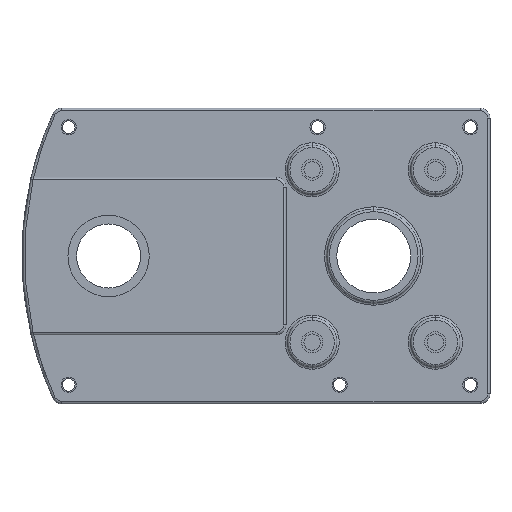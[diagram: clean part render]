
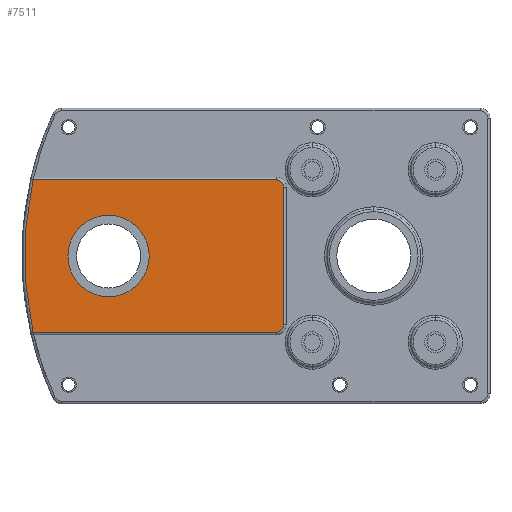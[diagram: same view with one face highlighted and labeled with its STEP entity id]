
A CAD part, front view. The second image highlights one B-rep face of the part: STEP entity #7511.
In plain terms, the highlighted planar face has unit normal (0, -1, 0).
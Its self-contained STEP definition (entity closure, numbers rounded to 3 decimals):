
#127 = EDGE_CURVE ( 'NONE', #3779, #10646, #4254, .T. ) ;
#130 = CIRCLE ( 'NONE', #3184, 1.5 ) ;
#134 = AXIS2_PLACEMENT_3D ( 'NONE', #11465, #10381, #2172 ) ;
#484 = DIRECTION ( 'NONE',  ( 0., -1., 0. ) ) ;
#785 = ORIENTED_EDGE ( 'NONE', *, *, #12358, .T. ) ;
#949 = ORIENTED_EDGE ( 'NONE', *, *, #127, .T. ) ;
#1199 = ORIENTED_EDGE ( 'NONE', *, *, #11382, .F. ) ;
#1270 = AXIS2_PLACEMENT_3D ( 'NONE', #4092, #2934, #6064 ) ;
#1923 = CIRCLE ( 'NONE', #1270, 8.25 ) ;
#2172 = DIRECTION ( 'NONE',  ( 0., 0., 1. ) ) ;
#2285 = VERTEX_POINT ( 'NONE', #7327 ) ;
#2327 = CARTESIAN_POINT ( 'NONE',  ( 0., -2., 0. ) ) ;
#2384 = DIRECTION ( 'NONE',  ( 0., -1., 0. ) ) ;
#2594 = LINE ( 'NONE', #10744, #5696 ) ;
#2622 = ORIENTED_EDGE ( 'NONE', *, *, #5552, .F. ) ;
#2646 = FACE_BOUND ( 'NONE', #12623, .T. ) ;
#2670 = CARTESIAN_POINT ( 'NONE',  ( -52.43, -2., -8.25 ) ) ;
#2794 = ORIENTED_EDGE ( 'NONE', *, *, #9913, .T. ) ;
#2934 = DIRECTION ( 'NONE',  ( 0., -1., 0. ) ) ;
#3184 = AXIS2_PLACEMENT_3D ( 'NONE', #3466, #2384, #11618 ) ;
#3317 = CIRCLE ( 'NONE', #6996, 69.5 ) ;
#3466 = CARTESIAN_POINT ( 'NONE',  ( -18.4, -2., 14. ) ) ;
#3746 = DIRECTION ( 'NONE',  ( -1., 0., 0. ) ) ;
#3779 = VERTEX_POINT ( 'NONE', #6543 ) ;
#4092 = CARTESIAN_POINT ( 'NONE',  ( -52.43, -2., 0. ) ) ;
#4254 = CIRCLE ( 'NONE', #134, 1.5 ) ;
#4544 = DIRECTION ( 'NONE',  ( 0., 1., 0. ) ) ;
#4656 = VERTEX_POINT ( 'NONE', #8168 ) ;
#4824 = DIRECTION ( 'NONE',  ( 0., 0., 1. ) ) ;
#4862 = CARTESIAN_POINT ( 'NONE',  ( -67.75, -2., 15.5 ) ) ;
#5316 = CARTESIAN_POINT ( 'NONE',  ( -16.9, -2., 14. ) ) ;
#5495 = CARTESIAN_POINT ( 'NONE',  ( -18.4, -2., -15.5 ) ) ;
#5552 = EDGE_CURVE ( 'NONE', #4656, #11234, #5829, .T. ) ;
#5696 = VECTOR ( 'NONE', #3746, 1000. ) ;
#5829 = CIRCLE ( 'NONE', #11911, 8.25 ) ;
#6064 = DIRECTION ( 'NONE',  ( 0., 0., -1. ) ) ;
#6116 = DIRECTION ( 'NONE',  ( 0., 0., -1. ) ) ;
#6524 = DIRECTION ( 'NONE',  ( 1., 0., 0. ) ) ;
#6543 = CARTESIAN_POINT ( 'NONE',  ( -18.4, -2., -15.5 ) ) ;
#6919 = DIRECTION ( 'NONE',  ( 0., -1., 0. ) ) ;
#6937 = ORIENTED_EDGE ( 'NONE', *, *, #8239, .T. ) ;
#6996 = AXIS2_PLACEMENT_3D ( 'NONE', #2327, #484, #4824 ) ;
#7327 = CARTESIAN_POINT ( 'NONE',  ( -67.75, -2., -15.5 ) ) ;
#7435 = EDGE_CURVE ( 'NONE', #2285, #3779, #12835, .T. ) ;
#7511 = ADVANCED_FACE ( 'NONE', ( #2646, #9774 ), #10865, .F. ) ;
#7726 = CARTESIAN_POINT ( 'NONE',  ( -18.4, -2., 14. ) ) ;
#8168 = CARTESIAN_POINT ( 'NONE',  ( -52.43, -2., 8.25 ) ) ;
#8239 = EDGE_CURVE ( 'NONE', #9281, #2285, #3317, .T. ) ;
#8243 = EDGE_CURVE ( 'NONE', #9815, #9281, #2594, .T. ) ;
#8578 = DIRECTION ( 'NONE',  ( 0., 0., 1. ) ) ;
#8727 = ORIENTED_EDGE ( 'NONE', *, *, #8243, .T. ) ;
#9281 = VERTEX_POINT ( 'NONE', #4862 ) ;
#9312 = VECTOR ( 'NONE', #8578, 1000. ) ;
#9349 = CARTESIAN_POINT ( 'NONE',  ( -16.9, -2., -14. ) ) ;
#9774 = FACE_OUTER_BOUND ( 'NONE', #12820, .T. ) ;
#9809 = VERTEX_POINT ( 'NONE', #10402 ) ;
#9815 = VERTEX_POINT ( 'NONE', #11099 ) ;
#9913 = EDGE_CURVE ( 'NONE', #9809, #9815, #130, .T. ) ;
#10045 = CARTESIAN_POINT ( 'NONE',  ( -52.43, -2., 0. ) ) ;
#10381 = DIRECTION ( 'NONE',  ( 0., -1., 0. ) ) ;
#10402 = CARTESIAN_POINT ( 'NONE',  ( -16.9, -2., 14. ) ) ;
#10646 = VERTEX_POINT ( 'NONE', #9349 ) ;
#10744 = CARTESIAN_POINT ( 'NONE',  ( -18.4, -2., 15.5 ) ) ;
#10865 = PLANE ( 'NONE',  #11753 ) ;
#10928 = DIRECTION ( 'NONE',  ( 0., 0., 1. ) ) ;
#10930 = ORIENTED_EDGE ( 'NONE', *, *, #7435, .T. ) ;
#11099 = CARTESIAN_POINT ( 'NONE',  ( -18.4, -2., 15.5 ) ) ;
#11234 = VERTEX_POINT ( 'NONE', #2670 ) ;
#11382 = EDGE_CURVE ( 'NONE', #11234, #4656, #1923, .T. ) ;
#11465 = CARTESIAN_POINT ( 'NONE',  ( -18.4, -2., -14. ) ) ;
#11514 = LINE ( 'NONE', #5316, #9312 ) ;
#11544 = VECTOR ( 'NONE', #6524, 1000. ) ;
#11618 = DIRECTION ( 'NONE',  ( 0., 0., 1. ) ) ;
#11753 = AXIS2_PLACEMENT_3D ( 'NONE', #7726, #4544, #10928 ) ;
#11911 = AXIS2_PLACEMENT_3D ( 'NONE', #10045, #6919, #6116 ) ;
#12358 = EDGE_CURVE ( 'NONE', #10646, #9809, #11514, .T. ) ;
#12623 = EDGE_LOOP ( 'NONE', ( #1199, #2622 ) ) ;
#12820 = EDGE_LOOP ( 'NONE', ( #785, #2794, #8727, #6937, #10930, #949 ) ) ;
#12835 = LINE ( 'NONE', #5495, #11544 ) ;
